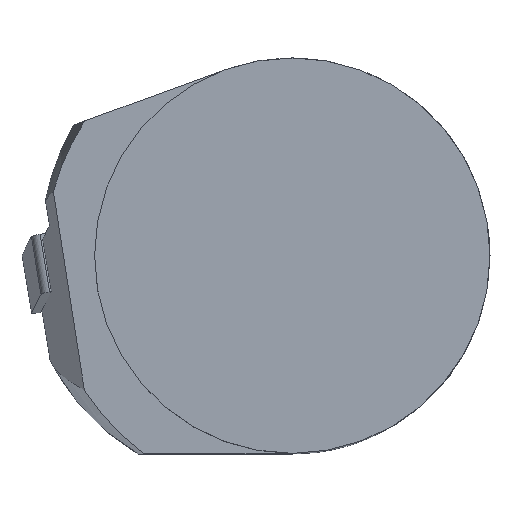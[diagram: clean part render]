
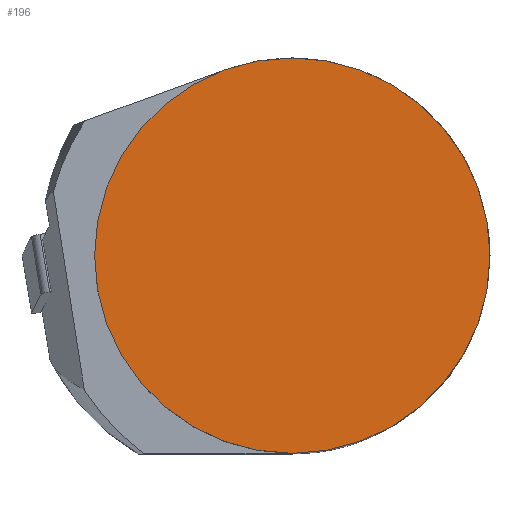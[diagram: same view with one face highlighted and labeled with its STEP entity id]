
A CAD part, top view. The second image highlights one B-rep face of the part: STEP entity #196.
In plain terms, the highlighted planar face has unit normal (0, 0, 1).
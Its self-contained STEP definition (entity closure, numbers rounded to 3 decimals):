
#158=FACE_OUTER_BOUND('',#390,.T.);
#196=ADVANCED_FACE('',(#158),#223,.T.);
#223=PLANE('',#951);
#390=EDGE_LOOP('',(#576));
#576=ORIENTED_EDGE('',*,*,#729,.T.);
#649=VERTEX_POINT('',#1416);
#729=EDGE_CURVE('',#649,#649,#782,.T.);
#782=CIRCLE('',#922,16.);
#922=AXIS2_PLACEMENT_3D('',#1415,#1084,#1085);
#951=AXIS2_PLACEMENT_3D('',#1503,#1160,#1161);
#1084=DIRECTION('',(0.,0.,1.));
#1085=DIRECTION('',(1.,0.,0.));
#1160=DIRECTION('',(0.,0.,1.));
#1161=DIRECTION('',(1.,0.,0.));
#1415=CARTESIAN_POINT('',(0.,0.,0.));
#1416=CARTESIAN_POINT('',(16.,0.,0.));
#1503=CARTESIAN_POINT('',(0.,0.,0.));
